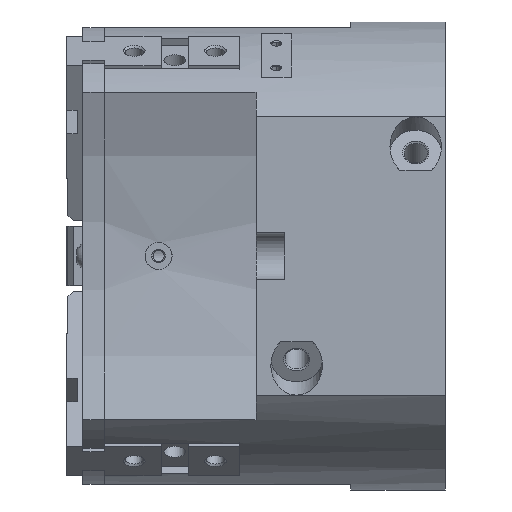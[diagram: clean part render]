
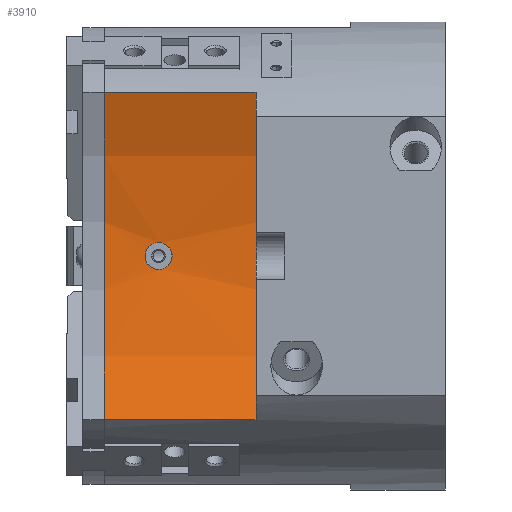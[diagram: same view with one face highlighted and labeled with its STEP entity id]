
A CAD part, left-side view. The second image highlights one B-rep face of the part: STEP entity #3910.
In plain terms, the highlighted cylindrical face has radius 156 mm (diameter 312 mm), a partial arc.
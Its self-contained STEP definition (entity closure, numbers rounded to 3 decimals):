
#2606 = EDGE_CURVE( '', #5830, #4938, #7106, .T. );
#3324 = VERTEX_POINT( '', #7912 );
#3736 = EDGE_CURVE( '', #4938, #4576, #8381, .T. );
#3872 = VERTEX_POINT( '', #8530 );
#3910 = ADVANCED_FACE( '', ( #8570, #8571 ), #8572, .F. );
#4278 = VERTEX_POINT( '', #8978 );
#4576 = VERTEX_POINT( '', #9304 );
#4938 = VERTEX_POINT( '', #9711 );
#5830 = VERTEX_POINT( '', #10703 );
#5998 = EDGE_CURVE( '', #4576, #3324, #10888, .T. );
#6052 = EDGE_CURVE( '', #4278, #3872, #10945, .T. );
#6462 = EDGE_CURVE( '', #3872, #4278, #11397, .T. );
#6666 = EDGE_CURVE( '', #5830, #3324, #11625, .T. );
#7106 = LINE( '', #12204, #12205 );
#7912 = CARTESIAN_POINT( '', ( -62.596, 125.99, -60.421 ) );
#8381 = CIRCLE( '', #14047, 156. );
#8530 = CARTESIAN_POINT( '', ( -50.5, 106., -5. ) );
#8570 = FACE_OUTER_BOUND( '', #14311, .T. );
#8571 = FACE_BOUND( '', #14312, .T. );
#8572 = CYLINDRICAL_SURFACE( '', #14313, 156. );
#8978 = CARTESIAN_POINT( '', ( -50.5, 106., 5. ) );
#9304 = CARTESIAN_POINT( '', ( -62.596, 70., -60.421 ) );
#9711 = CARTESIAN_POINT( '', ( -62.596, 70., 60.421 ) );
#10703 = CARTESIAN_POINT( '', ( -62.596, 125.99, 60.421 ) );
#10888 = LINE( '', #17735, #17736 );
#10945 = B_SPLINE_CURVE_WITH_KNOTS( '', 3, ( #17818, #17819, #17820, #17821, #17822, #17823, #17824, #17825, #17826, #17827, #17828, #17829, #17830, #17831, #17832, #17833, #17834, #17835, #17836, #17837, #17838, #17839, #17840, #17841, #17842, #17843, #17844, #17845, #17846, #17847, #17848, #17849, #17850, #17851 ), .UNSPECIFIED., .F., .F., ( 4, 2, 2, 2, 2, 2, 2, 2, 2, 2, 2, 2, 2, 2, 2, 2, 4 ), ( 0., 0.942, 1.884, 2.825, 3.767, 4.709, 5.651, 6.593, 7.534, 8.476, 9.418, 10.36, 11.301, 12.243, 13.185, 14.127, 15.069 ), .UNSPECIFIED. );
#11397 = B_SPLINE_CURVE_WITH_KNOTS( '', 3, ( #18480, #18481, #18482, #18483, #18484, #18485, #18486, #18487, #18488, #18489, #18490, #18491, #18492, #18493, #18494, #18495, #18496, #18497, #18498, #18499, #18500, #18501, #18502, #18503, #18504, #18505, #18506, #18507, #18508, #18509, #18510, #18511, #18512, #18513 ), .UNSPECIFIED., .F., .F., ( 4, 2, 2, 2, 2, 2, 2, 2, 2, 2, 2, 2, 2, 2, 2, 2, 4 ), ( 15.069, 16.01, 16.952, 17.894, 18.836, 19.778, 20.719, 21.661, 22.603, 23.545, 24.486, 25.428, 26.37, 27.312, 28.254, 29.195, 30.137 ), .UNSPECIFIED. );
#11625 = CIRCLE( '', #18855, 156. );
#12204 = CARTESIAN_POINT( '', ( -62.596, 134., 60.421 ) );
#12205 = VECTOR( '', #19335, 1. );
#14047 = AXIS2_PLACEMENT_3D( '', #20863, #20864, #20865 );
#14311 = EDGE_LOOP( '', ( #21069, #21070, #21071, #21072 ) );
#14312 = EDGE_LOOP( '', ( #21073, #21074 ) );
#14313 = AXIS2_PLACEMENT_3D( '', #21075, #21076, #21077 );
#17735 = CARTESIAN_POINT( '', ( -62.596, 134., -60.421 ) );
#17736 = VECTOR( '', #23676, 1. );
#17818 = CARTESIAN_POINT( '', ( -50.5, 106., 5. ) );
#17819 = CARTESIAN_POINT( '', ( -50.5, 105.686, 5. ) );
#17820 = CARTESIAN_POINT( '', ( -50.499, 105.361, 4.97 ) );
#17821 = CARTESIAN_POINT( '', ( -50.495, 104.716, 4.843 ) );
#17822 = CARTESIAN_POINT( '', ( -50.492, 104.394, 4.747 ) );
#17823 = CARTESIAN_POINT( '', ( -50.485, 103.779, 4.492 ) );
#17824 = CARTESIAN_POINT( '', ( -50.48, 103.483, 4.333 ) );
#17825 = CARTESIAN_POINT( '', ( -50.47, 102.937, 3.966 ) );
#17826 = CARTESIAN_POINT( '', ( -50.465, 102.686, 3.757 ) );
#17827 = CARTESIAN_POINT( '', ( -50.455, 102.243, 3.314 ) );
#17828 = CARTESIAN_POINT( '', ( -50.45, 102.034, 3.063 ) );
#17829 = CARTESIAN_POINT( '', ( -50.44, 101.667, 2.517 ) );
#17830 = CARTESIAN_POINT( '', ( -50.436, 101.508, 2.221 ) );
#17831 = CARTESIAN_POINT( '', ( -50.428, 101.253, 1.606 ) );
#17832 = CARTESIAN_POINT( '', ( -50.425, 101.157, 1.284 ) );
#17833 = CARTESIAN_POINT( '', ( -50.421, 101.03, 0.639 ) );
#17834 = CARTESIAN_POINT( '', ( -50.42, 101., 0.314 ) );
#17835 = CARTESIAN_POINT( '', ( -50.42, 101., -0.314 ) );
#17836 = CARTESIAN_POINT( '', ( -50.421, 101.03, -0.639 ) );
#17837 = CARTESIAN_POINT( '', ( -50.425, 101.157, -1.284 ) );
#17838 = CARTESIAN_POINT( '', ( -50.428, 101.253, -1.606 ) );
#17839 = CARTESIAN_POINT( '', ( -50.436, 101.508, -2.221 ) );
#17840 = CARTESIAN_POINT( '', ( -50.44, 101.667, -2.517 ) );
#17841 = CARTESIAN_POINT( '', ( -50.45, 102.034, -3.063 ) );
#17842 = CARTESIAN_POINT( '', ( -50.455, 102.243, -3.314 ) );
#17843 = CARTESIAN_POINT( '', ( -50.465, 102.686, -3.757 ) );
#17844 = CARTESIAN_POINT( '', ( -50.47, 102.937, -3.966 ) );
#17845 = CARTESIAN_POINT( '', ( -50.48, 103.483, -4.333 ) );
#17846 = CARTESIAN_POINT( '', ( -50.485, 103.779, -4.492 ) );
#17847 = CARTESIAN_POINT( '', ( -50.492, 104.394, -4.747 ) );
#17848 = CARTESIAN_POINT( '', ( -50.495, 104.716, -4.843 ) );
#17849 = CARTESIAN_POINT( '', ( -50.499, 105.361, -4.97 ) );
#17850 = CARTESIAN_POINT( '', ( -50.5, 105.686, -5. ) );
#17851 = CARTESIAN_POINT( '', ( -50.5, 106., -5. ) );
#18480 = CARTESIAN_POINT( '', ( -50.5, 106., -5. ) );
#18481 = CARTESIAN_POINT( '', ( -50.5, 106.314, -5. ) );
#18482 = CARTESIAN_POINT( '', ( -50.499, 106.639, -4.97 ) );
#18483 = CARTESIAN_POINT( '', ( -50.495, 107.284, -4.843 ) );
#18484 = CARTESIAN_POINT( '', ( -50.492, 107.606, -4.747 ) );
#18485 = CARTESIAN_POINT( '', ( -50.485, 108.221, -4.492 ) );
#18486 = CARTESIAN_POINT( '', ( -50.48, 108.517, -4.333 ) );
#18487 = CARTESIAN_POINT( '', ( -50.47, 109.063, -3.966 ) );
#18488 = CARTESIAN_POINT( '', ( -50.465, 109.314, -3.757 ) );
#18489 = CARTESIAN_POINT( '', ( -50.455, 109.757, -3.314 ) );
#18490 = CARTESIAN_POINT( '', ( -50.45, 109.966, -3.063 ) );
#18491 = CARTESIAN_POINT( '', ( -50.44, 110.333, -2.517 ) );
#18492 = CARTESIAN_POINT( '', ( -50.436, 110.492, -2.221 ) );
#18493 = CARTESIAN_POINT( '', ( -50.428, 110.747, -1.606 ) );
#18494 = CARTESIAN_POINT( '', ( -50.425, 110.843, -1.284 ) );
#18495 = CARTESIAN_POINT( '', ( -50.421, 110.97, -0.639 ) );
#18496 = CARTESIAN_POINT( '', ( -50.42, 111., -0.314 ) );
#18497 = CARTESIAN_POINT( '', ( -50.42, 111., 0.314 ) );
#18498 = CARTESIAN_POINT( '', ( -50.421, 110.97, 0.639 ) );
#18499 = CARTESIAN_POINT( '', ( -50.425, 110.843, 1.284 ) );
#18500 = CARTESIAN_POINT( '', ( -50.428, 110.747, 1.606 ) );
#18501 = CARTESIAN_POINT( '', ( -50.436, 110.492, 2.221 ) );
#18502 = CARTESIAN_POINT( '', ( -50.44, 110.333, 2.517 ) );
#18503 = CARTESIAN_POINT( '', ( -50.45, 109.966, 3.063 ) );
#18504 = CARTESIAN_POINT( '', ( -50.455, 109.757, 3.314 ) );
#18505 = CARTESIAN_POINT( '', ( -50.465, 109.314, 3.757 ) );
#18506 = CARTESIAN_POINT( '', ( -50.47, 109.063, 3.966 ) );
#18507 = CARTESIAN_POINT( '', ( -50.48, 108.517, 4.333 ) );
#18508 = CARTESIAN_POINT( '', ( -50.485, 108.221, 4.492 ) );
#18509 = CARTESIAN_POINT( '', ( -50.492, 107.606, 4.747 ) );
#18510 = CARTESIAN_POINT( '', ( -50.495, 107.284, 4.843 ) );
#18511 = CARTESIAN_POINT( '', ( -50.499, 106.639, 4.97 ) );
#18512 = CARTESIAN_POINT( '', ( -50.5, 106.314, 5. ) );
#18513 = CARTESIAN_POINT( '', ( -50.5, 106., 5. ) );
#18855 = AXIS2_PLACEMENT_3D( '', #24492, #24493, #24494 );
#19335 = DIRECTION( '', ( 0., -1., 0. ) );
#20863 = CARTESIAN_POINT( '', ( -206.42, 70., 0. ) );
#20864 = DIRECTION( '', ( 0., 1., 0. ) );
#20865 = DIRECTION( '', ( 0.914, 0., -0.406 ) );
#21069 = ORIENTED_EDGE( '', *, *, #6666, .T. );
#21070 = ORIENTED_EDGE( '', *, *, #5998, .F. );
#21071 = ORIENTED_EDGE( '', *, *, #3736, .F. );
#21072 = ORIENTED_EDGE( '', *, *, #2606, .F. );
#21073 = ORIENTED_EDGE( '', *, *, #6052, .T. );
#21074 = ORIENTED_EDGE( '', *, *, #6462, .T. );
#21075 = CARTESIAN_POINT( '', ( -206.42, 134., 0. ) );
#21076 = DIRECTION( '', ( 0., 1., 0. ) );
#21077 = DIRECTION( '', ( 0.914, 0., -0.406 ) );
#23676 = DIRECTION( '', ( 0., 1., 0. ) );
#24492 = CARTESIAN_POINT( '', ( -206.42, 125.99, 0. ) );
#24493 = DIRECTION( '', ( 0., 1., 0. ) );
#24494 = DIRECTION( '', ( 0.914, 0., -0.406 ) );
